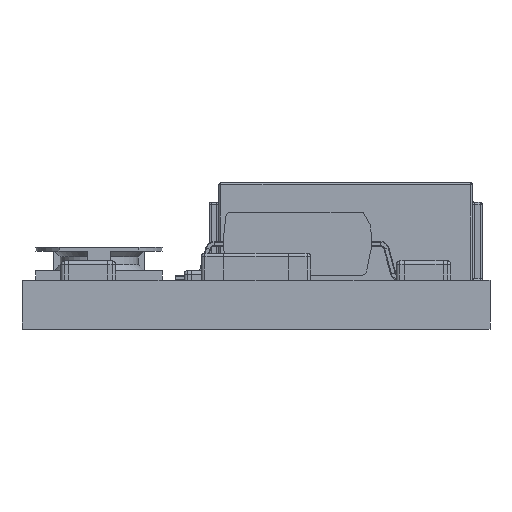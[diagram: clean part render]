
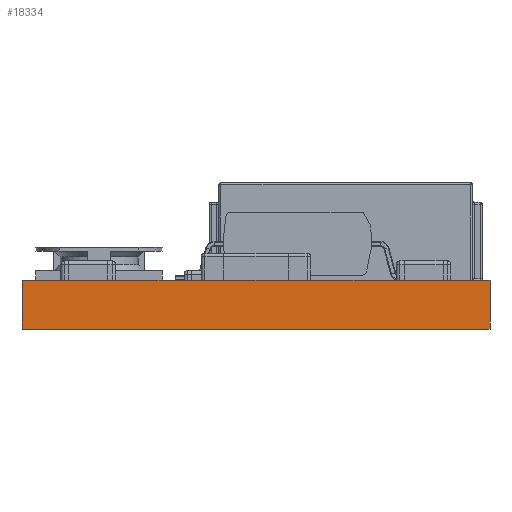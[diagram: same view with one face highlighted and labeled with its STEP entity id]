
A CAD part, front view. The second image highlights one B-rep face of the part: STEP entity #18334.
In plain terms, the highlighted planar face has unit normal (0, -1, 0).
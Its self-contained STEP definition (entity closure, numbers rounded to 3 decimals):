
#1727=FACE_OUTER_BOUND('',#2813,.T.);
#2813=EDGE_LOOP('',(#13625,#13626,#13627,#13628,#13629,#13630,#13631,#13632,
#13633,#13634,#13635,#13636,#13637,#13638,#13639,#13640,#13641,#13642,#13643,
#13644,#13645,#13646,#13647,#13648,#13649,#13650,#13651,#13652));
#3985=LINE('',#27573,#5756);
#4265=LINE('',#31392,#6036);
#4273=LINE('',#31408,#6044);
#4281=LINE('',#31424,#6052);
#4409=LINE('',#31707,#6180);
#4435=LINE('',#31756,#6206);
#4442=LINE('',#31769,#6213);
#4443=LINE('',#31771,#6214);
#4444=LINE('',#31773,#6215);
#4445=LINE('',#31775,#6216);
#4446=LINE('',#31777,#6217);
#4447=LINE('',#31778,#6218);
#4448=LINE('',#31780,#6219);
#4449=LINE('',#31781,#6220);
#4450=LINE('',#31783,#6221);
#4451=LINE('',#31784,#6222);
#4452=LINE('',#31786,#6223);
#4453=LINE('',#31787,#6224);
#4454=LINE('',#31789,#6225);
#4455=LINE('',#31790,#6226);
#4456=LINE('',#31792,#6227);
#4457=LINE('',#31794,#6228);
#4458=LINE('',#31796,#6229);
#4459=LINE('',#31798,#6230);
#4460=LINE('',#31800,#6231);
#4461=LINE('',#31802,#6232);
#4462=LINE('',#31803,#6233);
#4463=LINE('',#31804,#6234);
#5756=VECTOR('',#22441,8.8);
#6036=VECTOR('',#22843,2.326);
#6044=VECTOR('',#22851,1.453);
#6052=VECTOR('',#22859,2.326);
#6180=VECTOR('',#23037,1.249);
#6206=VECTOR('',#23067,1.249);
#6213=VECTOR('',#23076,0.099);
#6214=VECTOR('',#23077,0.001);
#6215=VECTOR('',#23078,0.575);
#6216=VECTOR('',#23079,0.001);
#6217=VECTOR('',#23080,0.674);
#6218=VECTOR('',#23081,0.001);
#6219=VECTOR('',#23082,0.);
#6220=VECTOR('',#23083,1.6);
#6221=VECTOR('',#23084,1.6);
#6222=VECTOR('',#23085,0.);
#6223=VECTOR('',#23086,0.);
#6224=VECTOR('',#23087,1.6);
#6225=VECTOR('',#23088,1.6);
#6226=VECTOR('',#23089,0.);
#6227=VECTOR('',#23090,0.001);
#6228=VECTOR('',#23091,0.674);
#6229=VECTOR('',#23092,0.001);
#6230=VECTOR('',#23093,0.575);
#6231=VECTOR('',#23094,0.001);
#6232=VECTOR('',#23095,0.099);
#6233=VECTOR('',#23096,0.001);
#6234=VECTOR('',#23097,0.001);
#7474=VERTEX_POINT('',#27570);
#7475=VERTEX_POINT('',#27572);
#7831=VERTEX_POINT('',#31390);
#7832=VERTEX_POINT('',#31391);
#7839=VERTEX_POINT('',#31405);
#7840=VERTEX_POINT('',#31407);
#7847=VERTEX_POINT('',#31421);
#7848=VERTEX_POINT('',#31423);
#7972=VERTEX_POINT('',#31691);
#7978=VERTEX_POINT('',#31705);
#7998=VERTEX_POINT('',#31753);
#7999=VERTEX_POINT('',#31755);
#8003=VERTEX_POINT('',#31767);
#8004=VERTEX_POINT('',#31768);
#8005=VERTEX_POINT('',#31770);
#8006=VERTEX_POINT('',#31772);
#8007=VERTEX_POINT('',#31774);
#8008=VERTEX_POINT('',#31776);
#8009=VERTEX_POINT('',#31779);
#8010=VERTEX_POINT('',#31782);
#8011=VERTEX_POINT('',#31785);
#8012=VERTEX_POINT('',#31788);
#8013=VERTEX_POINT('',#31791);
#8014=VERTEX_POINT('',#31793);
#8015=VERTEX_POINT('',#31795);
#8016=VERTEX_POINT('',#31797);
#8017=VERTEX_POINT('',#31799);
#8018=VERTEX_POINT('',#31801);
#9418=EDGE_CURVE('',#7475,#7474,#3985,.T.);
#9788=EDGE_CURVE('',#7831,#7832,#4265,.T.);
#9796=EDGE_CURVE('',#7839,#7840,#4273,.T.);
#9804=EDGE_CURVE('',#7847,#7848,#4281,.T.);
#9950=EDGE_CURVE('',#7978,#7972,#4409,.T.);
#9976=EDGE_CURVE('',#7999,#7998,#4435,.T.);
#9983=EDGE_CURVE('',#8003,#8004,#4442,.T.);
#9984=EDGE_CURVE('',#8005,#8003,#4443,.T.);
#9985=EDGE_CURVE('',#8006,#8005,#4444,.T.);
#9986=EDGE_CURVE('',#8007,#8006,#4445,.T.);
#9987=EDGE_CURVE('',#8008,#8007,#4446,.T.);
#9988=EDGE_CURVE('',#8008,#7832,#4447,.T.);
#9989=EDGE_CURVE('',#8009,#7831,#4448,.T.);
#9990=EDGE_CURVE('',#7999,#8009,#4449,.T.);
#9991=EDGE_CURVE('',#8010,#7998,#4450,.T.);
#9992=EDGE_CURVE('',#8010,#7475,#4451,.T.);
#9993=EDGE_CURVE('',#8011,#7474,#4452,.T.);
#9994=EDGE_CURVE('',#7972,#8011,#4453,.T.);
#9995=EDGE_CURVE('',#8012,#7978,#4454,.T.);
#9996=EDGE_CURVE('',#8012,#7848,#4455,.T.);
#9997=EDGE_CURVE('',#8013,#7847,#4456,.T.);
#9998=EDGE_CURVE('',#8014,#8013,#4457,.T.);
#9999=EDGE_CURVE('',#8015,#8014,#4458,.T.);
#10000=EDGE_CURVE('',#8016,#8015,#4459,.T.);
#10001=EDGE_CURVE('',#8017,#8016,#4460,.T.);
#10002=EDGE_CURVE('',#8018,#8017,#4461,.T.);
#10003=EDGE_CURVE('',#8018,#7840,#4462,.T.);
#10004=EDGE_CURVE('',#8004,#7839,#4463,.T.);
#13625=ORIENTED_EDGE('',*,*,#9983,.F.);
#13626=ORIENTED_EDGE('',*,*,#9984,.F.);
#13627=ORIENTED_EDGE('',*,*,#9985,.F.);
#13628=ORIENTED_EDGE('',*,*,#9986,.F.);
#13629=ORIENTED_EDGE('',*,*,#9987,.F.);
#13630=ORIENTED_EDGE('',*,*,#9988,.T.);
#13631=ORIENTED_EDGE('',*,*,#9788,.F.);
#13632=ORIENTED_EDGE('',*,*,#9989,.F.);
#13633=ORIENTED_EDGE('',*,*,#9990,.F.);
#13634=ORIENTED_EDGE('',*,*,#9976,.T.);
#13635=ORIENTED_EDGE('',*,*,#9991,.F.);
#13636=ORIENTED_EDGE('',*,*,#9992,.T.);
#13637=ORIENTED_EDGE('',*,*,#9418,.T.);
#13638=ORIENTED_EDGE('',*,*,#9993,.F.);
#13639=ORIENTED_EDGE('',*,*,#9994,.F.);
#13640=ORIENTED_EDGE('',*,*,#9950,.F.);
#13641=ORIENTED_EDGE('',*,*,#9995,.F.);
#13642=ORIENTED_EDGE('',*,*,#9996,.T.);
#13643=ORIENTED_EDGE('',*,*,#9804,.F.);
#13644=ORIENTED_EDGE('',*,*,#9997,.F.);
#13645=ORIENTED_EDGE('',*,*,#9998,.F.);
#13646=ORIENTED_EDGE('',*,*,#9999,.F.);
#13647=ORIENTED_EDGE('',*,*,#10000,.F.);
#13648=ORIENTED_EDGE('',*,*,#10001,.F.);
#13649=ORIENTED_EDGE('',*,*,#10002,.F.);
#13650=ORIENTED_EDGE('',*,*,#10003,.T.);
#13651=ORIENTED_EDGE('',*,*,#9796,.F.);
#13652=ORIENTED_EDGE('',*,*,#10004,.F.);
#16551=PLANE('',#19665);
#18334=ADVANCED_FACE('',(#1727),#16551,.F.);
#19665=AXIS2_PLACEMENT_3D('',#31766,#23074,#23075);
#22441=DIRECTION('',(1.,0.,0.));
#22843=DIRECTION('',(1.,0.,0.));
#22851=DIRECTION('',(1.,0.,0.));
#22859=DIRECTION('',(1.,0.,0.));
#23037=DIRECTION('',(0.,0.,-1.));
#23067=DIRECTION('',(0.,0.,-1.));
#23074=DIRECTION('center_axis',(0.,1.,0.));
#23075=DIRECTION('ref_axis',(0.,0.,1.));
#23076=DIRECTION('',(1.,0.,0.));
#23077=DIRECTION('',(0.,0.,1.));
#23078=DIRECTION('',(1.,0.,0.));
#23079=DIRECTION('',(0.,0.,-1.));
#23080=DIRECTION('',(1.,0.,0.));
#23081=DIRECTION('',(0.,0.,-1.));
#23082=DIRECTION('',(0.,0.,1.));
#23083=DIRECTION('',(1.,0.,0.));
#23084=DIRECTION('',(-1.,0.,0.));
#23085=DIRECTION('',(0.,0.,-1.));
#23086=DIRECTION('',(0.,0.,-1.));
#23087=DIRECTION('',(-1.,0.,0.));
#23088=DIRECTION('',(1.,0.,0.));
#23089=DIRECTION('',(0.,0.,1.));
#23090=DIRECTION('',(0.,0.,-1.));
#23091=DIRECTION('',(1.,0.,0.));
#23092=DIRECTION('',(0.,0.,1.));
#23093=DIRECTION('',(1.,0.,0.));
#23094=DIRECTION('',(0.,0.,-1.));
#23095=DIRECTION('',(1.,0.,0.));
#23096=DIRECTION('',(0.,0.,-1.));
#23097=DIRECTION('',(0.,0.,-1.));
#27570=CARTESIAN_POINT('',(3.768,-8.866,16.));
#27572=CARTESIAN_POINT('',(-5.032,-8.866,16.));
#27573=CARTESIAN_POINT('',(-5.032,-8.866,16.));
#31390=CARTESIAN_POINT('',(-5.032,-8.866,17.25));
#31391=CARTESIAN_POINT('',(-2.705,-8.866,17.25));
#31392=CARTESIAN_POINT('',(-5.032,-8.866,17.25));
#31405=CARTESIAN_POINT('',(-1.358,-8.866,17.25));
#31407=CARTESIAN_POINT('',(0.095,-8.866,17.25));
#31408=CARTESIAN_POINT('',(-1.358,-8.866,17.25));
#31421=CARTESIAN_POINT('',(1.442,-8.866,17.25));
#31423=CARTESIAN_POINT('',(3.768,-8.866,17.25));
#31424=CARTESIAN_POINT('',(1.442,-8.866,17.25));
#31691=CARTESIAN_POINT('',(5.368,-8.866,16.001));
#31705=CARTESIAN_POINT('',(5.368,-8.866,17.25));
#31707=CARTESIAN_POINT('',(5.368,-8.866,17.25));
#31753=CARTESIAN_POINT('',(-6.632,-8.866,16.001));
#31755=CARTESIAN_POINT('',(-6.632,-8.866,17.25));
#31756=CARTESIAN_POINT('',(-6.632,-8.866,17.25));
#31766=CARTESIAN_POINT('Origin',(-6.632,-8.866,17.25));
#31767=CARTESIAN_POINT('',(-1.457,-8.866,17.251));
#31768=CARTESIAN_POINT('',(-1.358,-8.866,17.251));
#31769=CARTESIAN_POINT('',(-1.457,-8.866,17.251));
#31770=CARTESIAN_POINT('',(-1.457,-8.866,17.25));
#31771=CARTESIAN_POINT('',(-1.457,-8.866,17.25));
#31772=CARTESIAN_POINT('',(-2.032,-8.866,17.25));
#31773=CARTESIAN_POINT('',(-2.032,-8.866,17.25));
#31774=CARTESIAN_POINT('',(-2.032,-8.866,17.251));
#31775=CARTESIAN_POINT('',(-2.032,-8.866,17.251));
#31776=CARTESIAN_POINT('',(-2.705,-8.866,17.251));
#31777=CARTESIAN_POINT('',(-2.705,-8.866,17.251));
#31778=CARTESIAN_POINT('',(-2.705,-8.866,17.251));
#31779=CARTESIAN_POINT('',(-5.032,-8.866,17.25));
#31780=CARTESIAN_POINT('',(-5.032,-8.866,17.25));
#31781=CARTESIAN_POINT('',(-6.632,-8.866,17.25));
#31782=CARTESIAN_POINT('',(-5.032,-8.866,16.001));
#31783=CARTESIAN_POINT('',(-5.032,-8.866,16.001));
#31784=CARTESIAN_POINT('',(-5.032,-8.866,16.001));
#31785=CARTESIAN_POINT('',(3.768,-8.866,16.001));
#31786=CARTESIAN_POINT('',(3.768,-8.866,16.001));
#31787=CARTESIAN_POINT('',(5.368,-8.866,16.001));
#31788=CARTESIAN_POINT('',(3.768,-8.866,17.25));
#31789=CARTESIAN_POINT('',(3.768,-8.866,17.25));
#31790=CARTESIAN_POINT('',(3.768,-8.866,17.25));
#31791=CARTESIAN_POINT('',(1.442,-8.866,17.251));
#31792=CARTESIAN_POINT('',(1.442,-8.866,17.251));
#31793=CARTESIAN_POINT('',(0.768,-8.866,17.251));
#31794=CARTESIAN_POINT('',(0.768,-8.866,17.251));
#31795=CARTESIAN_POINT('',(0.768,-8.866,17.25));
#31796=CARTESIAN_POINT('',(0.768,-8.866,17.25));
#31797=CARTESIAN_POINT('',(0.193,-8.866,17.25));
#31798=CARTESIAN_POINT('',(0.193,-8.866,17.25));
#31799=CARTESIAN_POINT('',(0.193,-8.866,17.251));
#31800=CARTESIAN_POINT('',(0.193,-8.866,17.251));
#31801=CARTESIAN_POINT('',(0.095,-8.866,17.251));
#31802=CARTESIAN_POINT('',(0.095,-8.866,17.251));
#31803=CARTESIAN_POINT('',(0.095,-8.866,17.251));
#31804=CARTESIAN_POINT('',(-1.358,-8.866,17.251));
